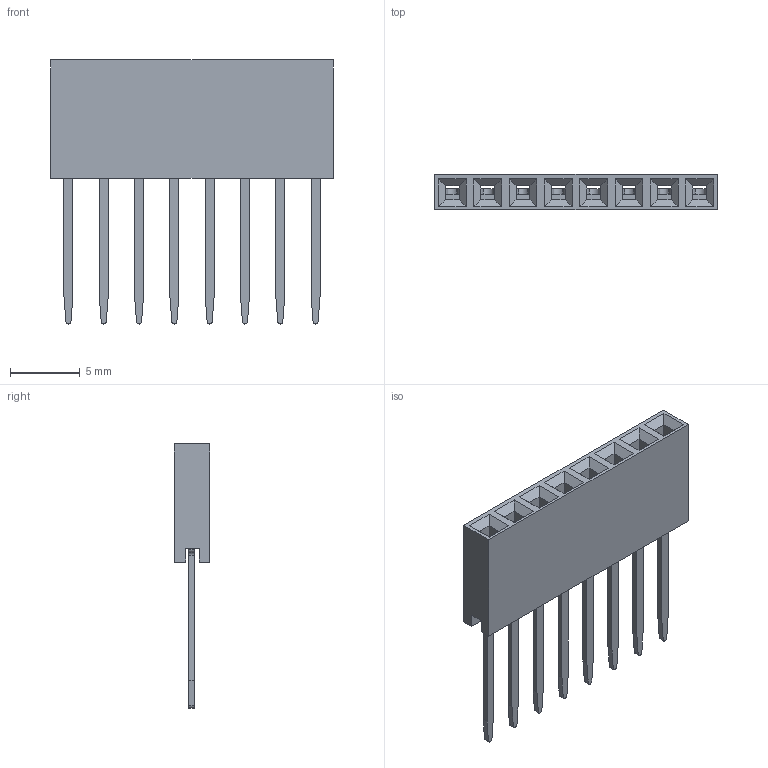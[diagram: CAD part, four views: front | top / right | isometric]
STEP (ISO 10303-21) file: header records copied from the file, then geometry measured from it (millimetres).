
FILE_DESCRIPTION (( 'STEP AP214' ), '1' );
FILE_NAME ('960240.STEP', '2023-04-28T15:47:45', ( '' ), ( '' ), 'SwSTEP 2.0', 'SolidWorks 2020', '' );
FILE_SCHEMA (( 'AUTOMOTIVE_DESIGN' ));
Length unit declared in the file: millimetre
Products named in the file (3): 960240-6202-AR Pin Long; 960240; 960240-6202-AR Body8
Assembly tree (9 placements, depth 2):
  960240
    960240-6202-AR Body8
    960240-6202-AR Pin Long  x8
Bounding box: 20.32 x 2.54 x 18.99 mm (x, y, z)
Volume: 374.5 mm3; surface area: 1194.5 mm2
Topology: 9 solids, 9 shells, 314 faces, 880 edges, 576 vertices
Faces by surface type: plane 210, cylinder 80, bspline 24
Entity records: 4643 total; most frequent: CARTESIAN_POINT 853, ORIENTED_EDGE 794, DIRECTION 707, EDGE_CURVE 397, LINE 371, VECTOR 371, VERTEX_POINT 254, AXIS2_PLACEMENT_3D 168
